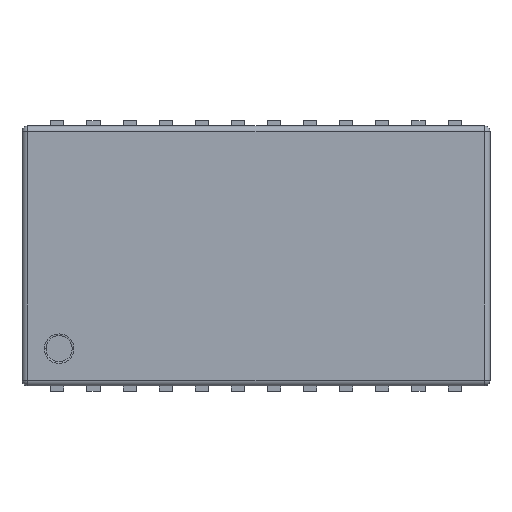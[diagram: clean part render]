
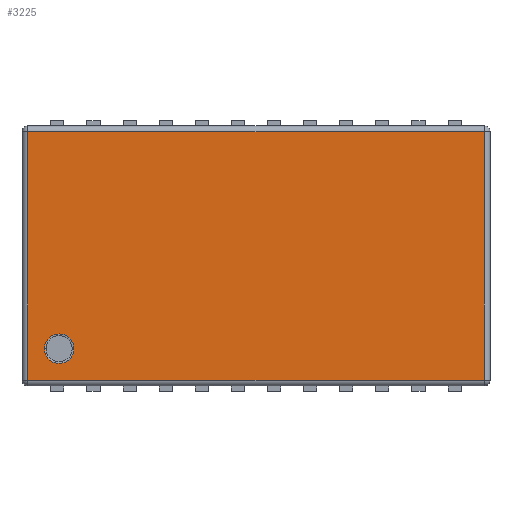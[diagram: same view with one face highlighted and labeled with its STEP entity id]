
A CAD part, top view. The second image highlights one B-rep face of the part: STEP entity #3225.
In plain terms, the highlighted planar face has unit normal (0, 0, 1).
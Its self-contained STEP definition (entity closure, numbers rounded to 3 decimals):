
#359 = DIRECTION ( 'NONE',  ( -1., 0., 0. ) ) ;
#458 = EDGE_CURVE ( 'NONE', #1280, #3271, #1838, .T. ) ;
#567 = VECTOR ( 'NONE', #6048, 1000. ) ;
#601 = CARTESIAN_POINT ( 'NONE',  ( 8.03, 4.37, 2.1 ) ) ;
#868 = LINE ( 'NONE', #2943, #2103 ) ;
#933 = VERTEX_POINT ( 'NONE', #2520 ) ;
#1070 = EDGE_LOOP ( 'NONE', ( #3681, #3573 ) ) ;
#1085 = EDGE_CURVE ( 'NONE', #6513, #1280, #6503, .T. ) ;
#1201 = EDGE_CURVE ( 'NONE', #3271, #2740, #868, .T. ) ;
#1280 = VERTEX_POINT ( 'NONE', #2410 ) ;
#1407 = FACE_OUTER_BOUND ( 'NONE', #3431, .T. ) ;
#1605 = DIRECTION ( 'NONE',  ( 0., -1., 0. ) ) ;
#1709 = DIRECTION ( 'NONE',  ( -1., 0., 0. ) ) ;
#1719 = DIRECTION ( 'NONE',  ( 0., 1., 0. ) ) ;
#1838 = LINE ( 'NONE', #3976, #567 ) ;
#1929 = CARTESIAN_POINT ( 'NONE',  ( -6.924, -3.264, 2.1 ) ) ;
#1932 = VECTOR ( 'NONE', #1719, 1000. ) ;
#1969 = DIRECTION ( 'NONE',  ( 1., 0., 0. ) ) ;
#2019 = DIRECTION ( 'NONE',  ( 0., 0., -1. ) ) ;
#2103 = VECTOR ( 'NONE', #1969, 1000. ) ;
#2142 = CIRCLE ( 'NONE', #3323, 0.519 ) ;
#2410 = CARTESIAN_POINT ( 'NONE',  ( -8.03, 4.37, 2.1 ) ) ;
#2520 = CARTESIAN_POINT ( 'NONE',  ( -6.405, -3.264, 2.1 ) ) ;
#2706 = LINE ( 'NONE', #3245, #1932 ) ;
#2740 = VERTEX_POINT ( 'NONE', #4965 ) ;
#2943 = CARTESIAN_POINT ( 'NONE',  ( 0., -4.37, 2.1 ) ) ;
#3039 = EDGE_CURVE ( 'NONE', #4380, #933, #2142, .T. ) ;
#3183 = ORIENTED_EDGE ( 'NONE', *, *, #3695, .T. ) ;
#3225 = ADVANCED_FACE ( 'NONE', ( #1407, #3475 ), #4604, .F. ) ;
#3233 = CIRCLE ( 'NONE', #3883, 0.519 ) ;
#3245 = CARTESIAN_POINT ( 'NONE',  ( 8.03, 0., 2.1 ) ) ;
#3271 = VERTEX_POINT ( 'NONE', #5115 ) ;
#3323 = AXIS2_PLACEMENT_3D ( 'NONE', #5417, #6366, #1709 ) ;
#3431 = EDGE_LOOP ( 'NONE', ( #4766, #4483, #3183, #4627 ) ) ;
#3475 = FACE_BOUND ( 'NONE', #1070, .T. ) ;
#3573 = ORIENTED_EDGE ( 'NONE', *, *, #3857, .T. ) ;
#3681 = ORIENTED_EDGE ( 'NONE', *, *, #3039, .T. ) ;
#3695 = EDGE_CURVE ( 'NONE', #2740, #6513, #2706, .T. ) ;
#3857 = EDGE_CURVE ( 'NONE', #933, #4380, #3233, .T. ) ;
#3883 = AXIS2_PLACEMENT_3D ( 'NONE', #1929, #6624, #359 ) ;
#3941 = VECTOR ( 'NONE', #6433, 1000. ) ;
#3976 = CARTESIAN_POINT ( 'NONE',  ( -8.03, 0., 2.1 ) ) ;
#4380 = VERTEX_POINT ( 'NONE', #5623 ) ;
#4483 = ORIENTED_EDGE ( 'NONE', *, *, #1201, .T. ) ;
#4604 = PLANE ( 'NONE',  #5506 ) ;
#4627 = ORIENTED_EDGE ( 'NONE', *, *, #1085, .T. ) ;
#4766 = ORIENTED_EDGE ( 'NONE', *, *, #458, .T. ) ;
#4965 = CARTESIAN_POINT ( 'NONE',  ( 8.03, -4.37, 2.1 ) ) ;
#5115 = CARTESIAN_POINT ( 'NONE',  ( -8.03, -4.37, 2.1 ) ) ;
#5417 = CARTESIAN_POINT ( 'NONE',  ( -6.924, -3.264, 2.1 ) ) ;
#5448 = CARTESIAN_POINT ( 'NONE',  ( 0., 4.37, 2.1 ) ) ;
#5506 = AXIS2_PLACEMENT_3D ( 'NONE', #6682, #2019, #1605 ) ;
#5623 = CARTESIAN_POINT ( 'NONE',  ( -7.443, -3.264, 2.1 ) ) ;
#6048 = DIRECTION ( 'NONE',  ( 0., -1., 0. ) ) ;
#6366 = DIRECTION ( 'NONE',  ( 0., 0., -1. ) ) ;
#6433 = DIRECTION ( 'NONE',  ( -1., 0., 0. ) ) ;
#6503 = LINE ( 'NONE', #5448, #3941 ) ;
#6513 = VERTEX_POINT ( 'NONE', #601 ) ;
#6624 = DIRECTION ( 'NONE',  ( 0., 0., -1. ) ) ;
#6682 = CARTESIAN_POINT ( 'NONE',  ( 0., 0., 2.1 ) ) ;
